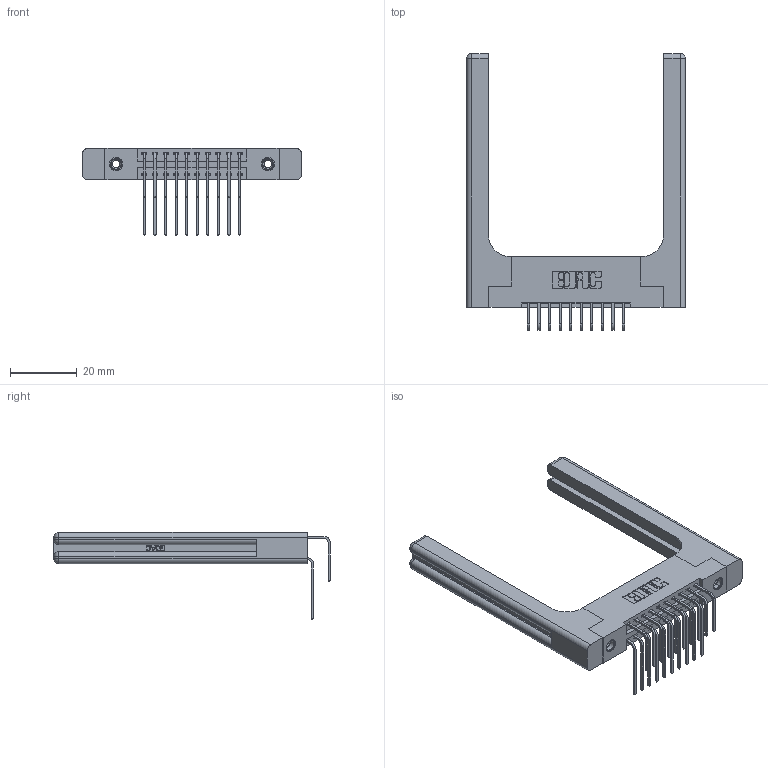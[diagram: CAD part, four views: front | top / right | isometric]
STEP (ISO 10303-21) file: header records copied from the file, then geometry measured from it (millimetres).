
FILE_DESCRIPTION (( 'STEP AP203' ), '1' );
FILE_NAME ('396-020-558-258.STEP', '2019-11-02T14:30:58', ( '' ), ( '' ), 'SwSTEP 2.0', 'SolidWorks 2016', '' );
FILE_SCHEMA (( 'CONFIG_CONTROL_DESIGN' ));
Length unit declared in the file: inch
Products named in the file (6): 345-250-001_345-250-001-102; 346 Part_Flush Mounting Lugs - 0.156 Dia-TH; 396-020-558-258; 346-220-058_345-220-058; 345-292-001_558 559 Tail - 1; 345-292-001_558 Tail - 2
Assembly tree (25 placements, depth 2):
  396-020-558-258
    346 Part_Flush Mounting Lugs - 0.156 Dia-TH
    345-292-001_558 559 Tail - 1  x10
    345-292-001_558 Tail - 2  x10
    345-250-001_345-250-001-102  x2
    346-220-058_345-220-058  x2
Bounding box: 65.81 x 83.12 x 26.16 mm (x, y, z)
Volume: 13778.5 mm3; surface area: 13661.5 mm2
Topology: 25 solids, 25 shells, 1458 faces, 4215 edges, 2762 vertices
Faces by surface type: plane 964, cylinder 434, bspline 36, cone 12, sphere 8, torus 4
Entity records: 17800 total; most frequent: CARTESIAN_POINT 4036, ORIENTED_EDGE 2716, DIRECTION 2514, EDGE_CURVE 1358, LINE 1054, VECTOR 1054, VERTEX_POINT 894, AXIS2_PLACEMENT_3D 730
